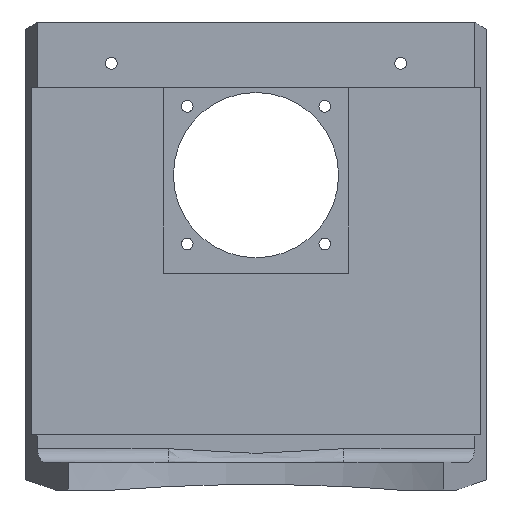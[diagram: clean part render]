
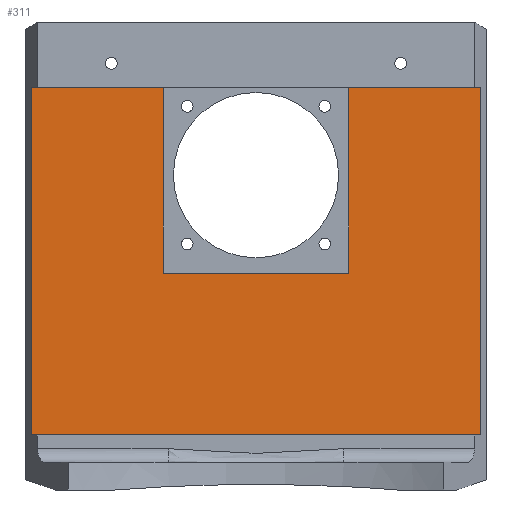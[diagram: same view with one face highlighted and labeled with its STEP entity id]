
A CAD part, front view. The second image highlights one B-rep face of the part: STEP entity #311.
In plain terms, the highlighted planar face has unit normal (0, -1, 0).
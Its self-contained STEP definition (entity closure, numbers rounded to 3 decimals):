
#10 = ORIENTED_EDGE ( 'NONE', *, *, #626, .F. ) ;
#12 = CARTESIAN_POINT ( 'NONE',  ( -83.5, 3., 45. ) ) ;
#39 = VERTEX_POINT ( 'NONE', #656 ) ;
#53 = ORIENTED_EDGE ( 'NONE', *, *, #1157, .T. ) ;
#82 = DIRECTION ( 'NONE',  ( 0., 0., 1. ) ) ;
#107 = VECTOR ( 'NONE', #446, 1000. ) ;
#147 = PLANE ( 'NONE',  #368 ) ;
#154 = ORIENTED_EDGE ( 'NONE', *, *, #1224, .T. ) ;
#162 = DIRECTION ( 'NONE',  ( 1., 0., 0. ) ) ;
#200 = VECTOR ( 'NONE', #461, 1000. ) ;
#207 = CARTESIAN_POINT ( 'NONE',  ( -27., 3., 45. ) ) ;
#210 = VERTEX_POINT ( 'NONE', #1276 ) ;
#240 = ORIENTED_EDGE ( 'NONE', *, *, #700, .F. ) ;
#256 = EDGE_CURVE ( 'NONE', #1432, #545, #1391, .T. ) ;
#281 = LINE ( 'NONE', #1060, #372 ) ;
#299 = CARTESIAN_POINT ( 'NONE',  ( 65.232, 3., -56. ) ) ;
#311 = ADVANCED_FACE ( 'NONE', ( #865 ), #147, .T. ) ;
#313 = VERTEX_POINT ( 'NONE', #1428 ) ;
#329 = DIRECTION ( 'NONE',  ( 0., 0., -1. ) ) ;
#368 = AXIS2_PLACEMENT_3D ( 'NONE', #935, #1231, #329 ) ;
#372 = VECTOR ( 'NONE', #1401, 1000. ) ;
#387 = VECTOR ( 'NONE', #82, 1000. ) ;
#408 = DIRECTION ( 'NONE',  ( -1., 0., 0. ) ) ;
#424 = ORIENTED_EDGE ( 'NONE', *, *, #931, .T. ) ;
#430 = EDGE_LOOP ( 'NONE', ( #240, #10, #492, #1221, #154, #424, #998, #53 ) ) ;
#446 = DIRECTION ( 'NONE',  ( -1., 0., 0. ) ) ;
#461 = DIRECTION ( 'NONE',  ( 0., 0., 1. ) ) ;
#464 = VERTEX_POINT ( 'NONE', #1267 ) ;
#492 = ORIENTED_EDGE ( 'NONE', *, *, #256, .F. ) ;
#502 = VECTOR ( 'NONE', #162, 1000. ) ;
#531 = VECTOR ( 'NONE', #916, 1000. ) ;
#545 = VERTEX_POINT ( 'NONE', #817 ) ;
#579 = LINE ( 'NONE', #1026, #531 ) ;
#584 = VECTOR ( 'NONE', #408, 1000. ) ;
#626 = EDGE_CURVE ( 'NONE', #545, #1176, #1075, .T. ) ;
#656 = CARTESIAN_POINT ( 'NONE',  ( -65.232, 3., -56. ) ) ;
#700 = EDGE_CURVE ( 'NONE', #1176, #313, #950, .T. ) ;
#712 = VECTOR ( 'NONE', #1385, 1000. ) ;
#725 = LINE ( 'NONE', #1415, #584 ) ;
#817 = CARTESIAN_POINT ( 'NONE',  ( -27., 3., -9. ) ) ;
#865 = FACE_OUTER_BOUND ( 'NONE', #430, .T. ) ;
#916 = DIRECTION ( 'NONE',  ( 1., 0., 0. ) ) ;
#917 = EDGE_CURVE ( 'NONE', #1056, #210, #1348, .T. ) ;
#931 = EDGE_CURVE ( 'NONE', #39, #1056, #579, .T. ) ;
#935 = CARTESIAN_POINT ( 'NONE',  ( 0., 3., 0. ) ) ;
#950 = LINE ( 'NONE', #1204, #387 ) ;
#996 = EDGE_CURVE ( 'NONE', #1432, #464, #725, .T. ) ;
#998 = ORIENTED_EDGE ( 'NONE', *, *, #917, .T. ) ;
#1003 = LINE ( 'NONE', #12, #107 ) ;
#1026 = CARTESIAN_POINT ( 'NONE',  ( -83.5, 3., -56. ) ) ;
#1048 = CARTESIAN_POINT ( 'NONE',  ( -27., 3., 45. ) ) ;
#1056 = VERTEX_POINT ( 'NONE', #299 ) ;
#1060 = CARTESIAN_POINT ( 'NONE',  ( -65.232, 3., 0. ) ) ;
#1075 = LINE ( 'NONE', #1179, #502 ) ;
#1135 = CARTESIAN_POINT ( 'NONE',  ( 65.232, 3., 0. ) ) ;
#1157 = EDGE_CURVE ( 'NONE', #210, #313, #1003, .T. ) ;
#1176 = VERTEX_POINT ( 'NONE', #1181 ) ;
#1179 = CARTESIAN_POINT ( 'NONE',  ( -27., 3., -9. ) ) ;
#1181 = CARTESIAN_POINT ( 'NONE',  ( 27., 3., -9. ) ) ;
#1204 = CARTESIAN_POINT ( 'NONE',  ( 27., 3., 45. ) ) ;
#1221 = ORIENTED_EDGE ( 'NONE', *, *, #996, .T. ) ;
#1224 = EDGE_CURVE ( 'NONE', #464, #39, #281, .T. ) ;
#1231 = DIRECTION ( 'NONE',  ( 0., -1., 0. ) ) ;
#1267 = CARTESIAN_POINT ( 'NONE',  ( -65.232, 3., 45. ) ) ;
#1276 = CARTESIAN_POINT ( 'NONE',  ( 65.232, 3., 45. ) ) ;
#1348 = LINE ( 'NONE', #1135, #200 ) ;
#1385 = DIRECTION ( 'NONE',  ( 0., 0., -1. ) ) ;
#1391 = LINE ( 'NONE', #1048, #712 ) ;
#1401 = DIRECTION ( 'NONE',  ( 0., 0., -1. ) ) ;
#1415 = CARTESIAN_POINT ( 'NONE',  ( -83.5, 3., 45. ) ) ;
#1428 = CARTESIAN_POINT ( 'NONE',  ( 27., 3., 45. ) ) ;
#1432 = VERTEX_POINT ( 'NONE', #207 ) ;
